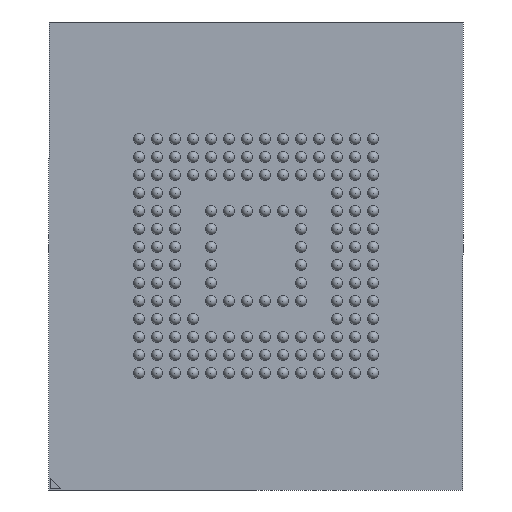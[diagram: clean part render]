
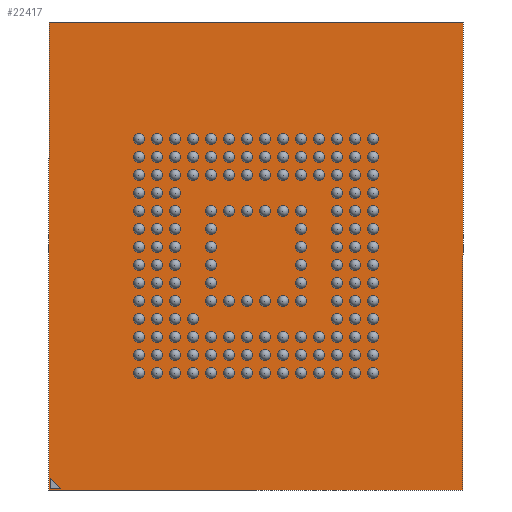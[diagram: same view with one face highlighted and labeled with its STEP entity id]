
A CAD part, front view. The second image highlights one B-rep face of the part: STEP entity #22417.
In plain terms, the highlighted planar face has unit normal (0, -1, 0).
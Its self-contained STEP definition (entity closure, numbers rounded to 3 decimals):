
#160 = CARTESIAN_POINT ( 'NONE',  ( -5.75, 0., -6.5 ) ) ;
#546 = DIRECTION ( 'NONE',  ( 0., 0., 1. ) ) ;
#1115 = VERTEX_POINT ( 'NONE', #31257 ) ;
#1313 = LINE ( 'NONE', #15661, #31491 ) ;
#1614 = EDGE_CURVE ( 'NONE', #6958, #26384, #2984, .T. ) ;
#2183 = CARTESIAN_POINT ( 'NONE',  ( -5.75, 0., 6.5 ) ) ;
#2452 = LINE ( 'NONE', #160, #10980 ) ;
#2703 = ORIENTED_EDGE ( 'NONE', *, *, #19325, .F. ) ;
#2984 = LINE ( 'NONE', #27894, #20800 ) ;
#3092 = CARTESIAN_POINT ( 'NONE',  ( 5.75, 0., -6.5 ) ) ;
#4318 = VERTEX_POINT ( 'NONE', #2183 ) ;
#6958 = VERTEX_POINT ( 'NONE', #26119 ) ;
#9883 = DIRECTION ( 'NONE',  ( -1., 0., 0. ) ) ;
#10133 = DIRECTION ( 'NONE',  ( 0., 0., 1. ) ) ;
#10530 = DIRECTION ( 'NONE',  ( 0., 0., -1. ) ) ;
#10980 = VECTOR ( 'NONE', #10133, 1000. ) ;
#11460 = CARTESIAN_POINT ( 'NONE',  ( 0., 0., 0. ) ) ;
#13090 = ORIENTED_EDGE ( 'NONE', *, *, #16039, .F. ) ;
#15661 = CARTESIAN_POINT ( 'NONE',  ( -5.75, 0., 6.5 ) ) ;
#16039 = EDGE_CURVE ( 'NONE', #4318, #6958, #1313, .T. ) ;
#16649 = AXIS2_PLACEMENT_3D ( 'NONE', #11460, #30803, #546 ) ;
#17651 = EDGE_LOOP ( 'NONE', ( #27142, #13090, #2703, #19144 ) ) ;
#19019 = PLANE ( 'NONE',  #16649 ) ;
#19144 = ORIENTED_EDGE ( 'NONE', *, *, #25679, .F. ) ;
#19325 = EDGE_CURVE ( 'NONE', #1115, #4318, #2452, .T. ) ;
#20800 = VECTOR ( 'NONE', #10530, 1000. ) ;
#22417 = ADVANCED_FACE ( 'NONE', ( #31293 ), #19019, .F. ) ;
#22691 = VECTOR ( 'NONE', #9883, 1000. ) ;
#23479 = DIRECTION ( 'NONE',  ( 1., 0., 0. ) ) ;
#24983 = LINE ( 'NONE', #27760, #22691 ) ;
#25679 = EDGE_CURVE ( 'NONE', #26384, #1115, #24983, .T. ) ;
#26119 = CARTESIAN_POINT ( 'NONE',  ( 5.75, 0., 6.5 ) ) ;
#26384 = VERTEX_POINT ( 'NONE', #3092 ) ;
#27142 = ORIENTED_EDGE ( 'NONE', *, *, #1614, .F. ) ;
#27760 = CARTESIAN_POINT ( 'NONE',  ( -5.75, 0., -6.5 ) ) ;
#27894 = CARTESIAN_POINT ( 'NONE',  ( 5.75, 0., -6.5 ) ) ;
#30803 = DIRECTION ( 'NONE',  ( 0., 1., 0. ) ) ;
#31257 = CARTESIAN_POINT ( 'NONE',  ( -5.75, 0., -6.5 ) ) ;
#31293 = FACE_OUTER_BOUND ( 'NONE', #17651, .T. ) ;
#31491 = VECTOR ( 'NONE', #23479, 1000. ) ;
